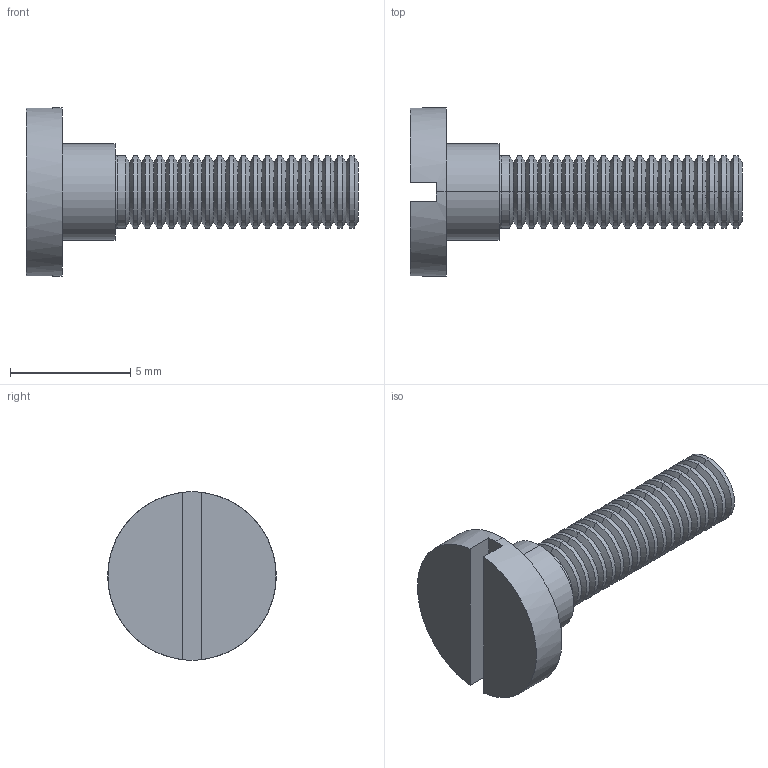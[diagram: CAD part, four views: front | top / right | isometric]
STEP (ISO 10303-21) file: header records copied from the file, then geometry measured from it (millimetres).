
FILE_DESCRIPTION (( 'STEP AP214' ), '1' );
FILE_NAME ('Brake Lever Screw M3 x 12.5.STEP', '2025-07-06T08:34:21', ( '' ), ( '' ), 'SwSTEP 2.0', 'SolidWorks 2025', '' );
FILE_SCHEMA (( 'AUTOMOTIVE_DESIGN' ));
Length unit declared in the file: millimetre
Products named in the file (1): Brake Lever Screw M3 x 12.5_KS 1021 FF - M3 x 10-S
Bounding box: 13.8 x 7 x 7 mm (x, y, z)
Volume: 142.8 mm3; surface area: 291.9 mm2
Topology: 1 solids, 1 shells, 132 faces, 266 edges, 138 vertices
Faces by surface type: cone 78, cylinder 44, plane 8, torus 2
Entity records: 3376 total; most frequent: DIRECTION 668, CARTESIAN_POINT 537, ORIENTED_EDGE 532, AXIS2_PLACEMENT_3D 269, EDGE_CURVE 266, VERTEX_POINT 138, CIRCLE 136, EDGE_LOOP 134
